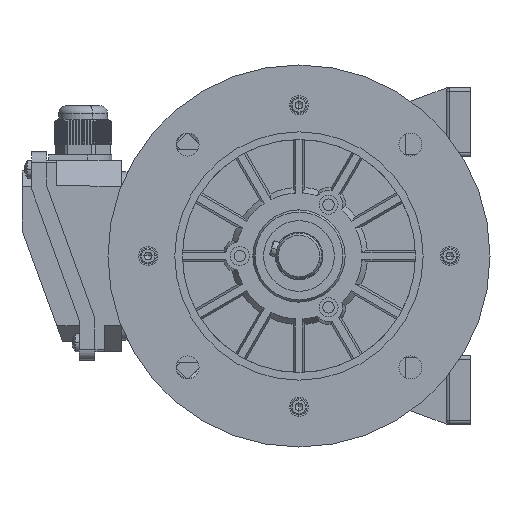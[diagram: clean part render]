
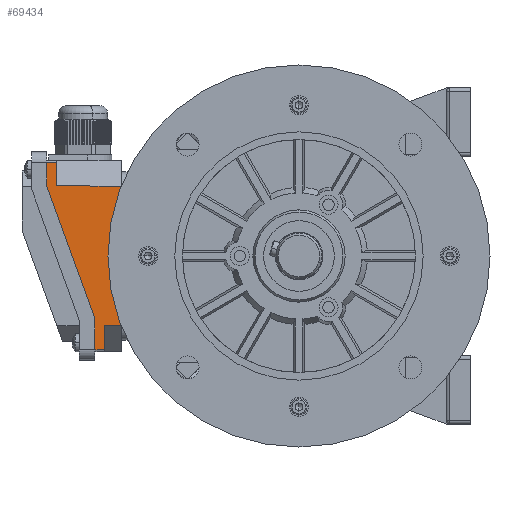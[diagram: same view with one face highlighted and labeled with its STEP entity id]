
A CAD part, left-side view. The second image highlights one B-rep face of the part: STEP entity #69434.
In plain terms, the highlighted face is planar.
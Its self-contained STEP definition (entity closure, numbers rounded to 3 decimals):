
#20741 = VERTEX_POINT ( 'NONE', #112292 ) ;
#53131 = CARTESIAN_POINT ( 'NONE',  ( 36.243, -21., 50. ) ) ;
#53266 = CARTESIAN_POINT ( 'NONE',  ( -36.243, -21., 50. ) ) ;
#53268 = DIRECTION ( 'NONE',  ( 1., 0., 0. ) ) ;
#53269 = VECTOR ( 'NONE', #53268, 1000. ) ;
#53271 = CARTESIAN_POINT ( 'NONE',  ( -50., -21., 50. ) ) ;
#53298 = LINE ( 'NONE', #53271, #53269 ) ;
#53851 = CARTESIAN_POINT ( 'NONE',  ( 49., 21., 50. ) ) ;
#53853 = DIRECTION ( 'NONE',  ( -1., 0., 0. ) ) ;
#53854 = VECTOR ( 'NONE', #53853, 1000. ) ;
#53857 = CARTESIAN_POINT ( 'NONE',  ( -50., 21., 50. ) ) ;
#53858 = LINE ( 'NONE', #53857, #53854 ) ;
#54191 = CARTESIAN_POINT ( 'NONE',  ( -36.465, -12., 50. ) ) ;
#54193 = DIRECTION ( 'NONE',  ( -1., 0., 0. ) ) ;
#54194 = VECTOR ( 'NONE', #54193, 1000. ) ;
#54195 = CARTESIAN_POINT ( 'NONE',  ( -50., -12., 50. ) ) ;
#54197 = LINE ( 'NONE', #54195, #54194 ) ;
#54288 = CARTESIAN_POINT ( 'NONE',  ( 49., 13., 50. ) ) ;
#54290 = CARTESIAN_POINT ( 'NONE',  ( 37.082, 13., 50. ) ) ;
#54292 = DIRECTION ( 'NONE',  ( -0.025, -1., 0. ) ) ;
#54294 = VECTOR ( 'NONE', #54292, 1000. ) ;
#54295 = CARTESIAN_POINT ( 'NONE',  ( 36.243, -21., 50. ) ) ;
#54305 = LINE ( 'NONE', #54295, #54294 ) ;
#54317 = DIRECTION ( 'NONE',  ( 0.025, -1., 0. ) ) ;
#54319 = VECTOR ( 'NONE', #54317, 1000. ) ;
#54321 = CARTESIAN_POINT ( 'NONE',  ( -37.226, 18.847, 50. ) ) ;
#54323 = LINE ( 'NONE', #54321, #54319 ) ;
#54336 = PLANE ( 'NONE',  #54341 ) ;
#54341 = AXIS2_PLACEMENT_3D ( 'NONE', #54478, #54476, #54475 ) ;
#54343 = FACE_OUTER_BOUND ( 'NONE', #69439, .T. ) ;
#54422 = DIRECTION ( 'NONE',  ( -1., 0., 0. ) ) ;
#54424 = VECTOR ( 'NONE', #54422, 1000. ) ;
#54426 = CARTESIAN_POINT ( 'NONE',  ( 36.243, 13., 50. ) ) ;
#54427 = LINE ( 'NONE', #54426, #54424 ) ;
#54444 = VECTOR ( 'NONE', #54462, 1000. ) ;
#54462 = DIRECTION ( 'NONE',  ( 1., 0., 0. ) ) ;
#54463 = CARTESIAN_POINT ( 'NONE',  ( -50., -4., 50. ) ) ;
#54469 = LINE ( 'NONE', #54463, #54444 ) ;
#54475 = DIRECTION ( 'NONE',  ( -1., 0., 0. ) ) ;
#54476 = DIRECTION ( 'NONE',  ( 0., 0., -1. ) ) ;
#54478 = CARTESIAN_POINT ( 'NONE',  ( 50., 21., 50. ) ) ;
#54525 = DIRECTION ( 'NONE',  ( 0.94, 0.342, 0. ) ) ;
#54526 = VECTOR ( 'NONE', #54525, 1000. ) ;
#54529 = CARTESIAN_POINT ( 'NONE',  ( 35.8, 21., 50. ) ) ;
#54530 = LINE ( 'NONE', #54529, #54526 ) ;
#54546 = DIRECTION ( 'NONE',  ( 0., 1., 0. ) ) ;
#54548 = VECTOR ( 'NONE', #54546, 1000. ) ;
#54550 = CARTESIAN_POINT ( 'NONE',  ( 49., 21., 50. ) ) ;
#54551 = LINE ( 'NONE', #54550, #54548 ) ;
#54586 = CARTESIAN_POINT ( 'NONE',  ( -49., -12., 50. ) ) ;
#54605 = DIRECTION ( 'NONE',  ( 0., -1., 0. ) ) ;
#54608 = VECTOR ( 'NONE', #54605, 1000. ) ;
#54611 = CARTESIAN_POINT ( 'NONE',  ( -49., -12., 50. ) ) ;
#54612 = LINE ( 'NONE', #54611, #54608 ) ;
#54620 = CARTESIAN_POINT ( 'NONE',  ( -33., -4., 50. ) ) ;
#54641 = CARTESIAN_POINT ( 'NONE',  ( -49., -4., 50. ) ) ;
#69005 = VERTEX_POINT ( 'NONE', #53131 ) ;
#69058 = EDGE_CURVE ( 'NONE', #69059, #69005, #53298, .T. ) ;
#69059 = VERTEX_POINT ( 'NONE', #53266 ) ;
#69258 = EDGE_CURVE ( 'NONE', #69260, #20741, #53858, .T. ) ;
#69260 = VERTEX_POINT ( 'NONE', #53851 ) ;
#69384 = EDGE_CURVE ( 'NONE', #69386, #69499, #54197, .T. ) ;
#69386 = VERTEX_POINT ( 'NONE', #54191 ) ;
#69390 = ORIENTED_EDGE ( 'NONE', *, *, #69391, .T. ) ;
#69391 = EDGE_CURVE ( 'NONE', #69386, #69059, #54323, .T. ) ;
#69396 = ORIENTED_EDGE ( 'NONE', *, *, #69058, .T. ) ;
#69397 = ORIENTED_EDGE ( 'NONE', *, *, #69400, .F. ) ;
#69400 = EDGE_CURVE ( 'NONE', #69404, #69005, #54305, .T. ) ;
#69404 = VERTEX_POINT ( 'NONE', #54290 ) ;
#69408 = VERTEX_POINT ( 'NONE', #54288 ) ;
#69434 = ADVANCED_FACE ( 'NONE', ( #54343 ), #54336, .F. ) ;
#69439 = EDGE_LOOP ( 'NONE', ( #69442, #69490, #69503, #69390, #69396, #69397, #69449, #69453, #69462, #69464 ) ) ;
#69442 = ORIENTED_EDGE ( 'NONE', *, *, #69443, .F. ) ;
#69443 = EDGE_CURVE ( 'NONE', #69485, #69487, #54469, .T. ) ;
#69449 = ORIENTED_EDGE ( 'NONE', *, *, #69450, .F. ) ;
#69450 = EDGE_CURVE ( 'NONE', #69408, #69404, #54427, .T. ) ;
#69453 = ORIENTED_EDGE ( 'NONE', *, *, #69455, .T. ) ;
#69455 = EDGE_CURVE ( 'NONE', #69408, #69260, #54551, .T. ) ;
#69462 = ORIENTED_EDGE ( 'NONE', *, *, #69258, .T. ) ;
#69464 = ORIENTED_EDGE ( 'NONE', *, *, #69466, .F. ) ;
#69466 = EDGE_CURVE ( 'NONE', #69487, #20741, #54530, .T. ) ;
#69485 = VERTEX_POINT ( 'NONE', #54641 ) ;
#69487 = VERTEX_POINT ( 'NONE', #54620 ) ;
#69490 = ORIENTED_EDGE ( 'NONE', *, *, #69495, .T. ) ;
#69495 = EDGE_CURVE ( 'NONE', #69485, #69499, #54612, .T. ) ;
#69499 = VERTEX_POINT ( 'NONE', #54586 ) ;
#69503 = ORIENTED_EDGE ( 'NONE', *, *, #69384, .F. ) ;
#112292 = CARTESIAN_POINT ( 'NONE',  ( 35.8, 21., 50. ) ) ;
